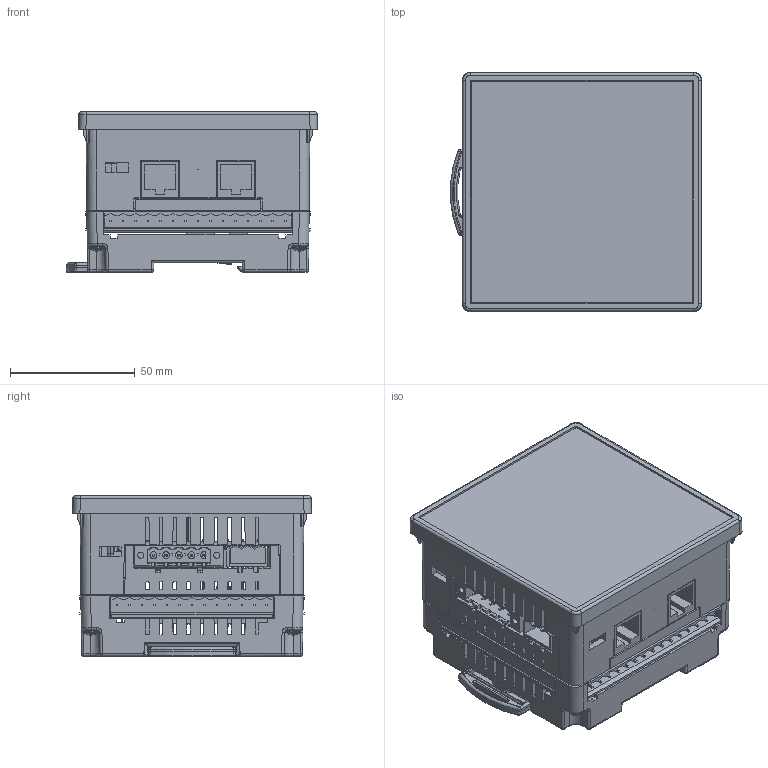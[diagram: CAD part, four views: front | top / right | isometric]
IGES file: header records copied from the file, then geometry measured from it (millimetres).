
Global section: file name: No Iges File Name specified; native system: AutoDesk Inventor R10; preprocessor: AutoDesk Inventor Iges Exporter R10; author: No Author specified; organization: No Organization specified; date: 20060810.150608; units: inch
Bounding box: 100.8 x 96 x 64.5 mm (x, y, z)
Volume: 151697.9 mm3; surface area: 163790.6 mm2
Topology: 61 solids, 61 shells, 5066 faces, 12502 edges, 7724 vertices
Faces by surface type: plane 3644, cylinder 542, revolution 523, bspline 188, sphere 63, cone 62, torus 44
